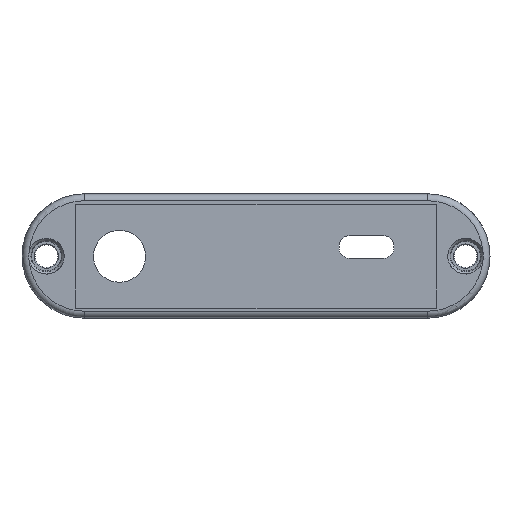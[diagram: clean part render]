
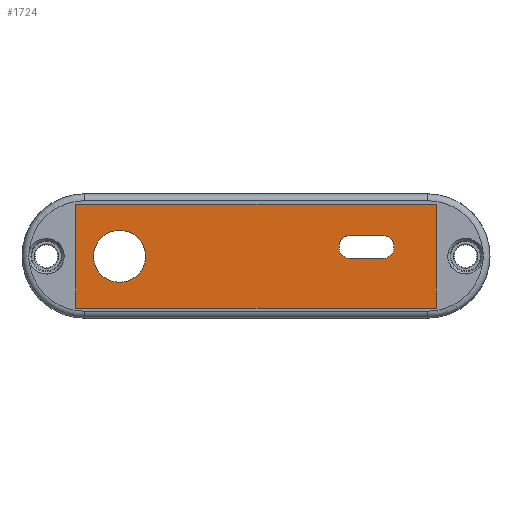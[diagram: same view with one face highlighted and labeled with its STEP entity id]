
A CAD part, top view. The second image highlights one B-rep face of the part: STEP entity #1724.
In plain terms, the highlighted planar face has unit normal (0, 0, 1).
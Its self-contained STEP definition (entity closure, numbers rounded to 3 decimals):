
#63=FACE_BOUND('',#296,.T.);
#64=FACE_BOUND('',#297,.T.);
#102=PLANE('',#1942);
#191=FACE_OUTER_BOUND('',#295,.T.);
#295=EDGE_LOOP('',(#1532,#1533,#1534,#1535));
#296=EDGE_LOOP('',(#1536));
#297=EDGE_LOOP('',(#1537,#1538,#1539,#1540,#1541,#1542,#1543,#1544));
#324=LINE('',#2571,#459);
#355=LINE('',#2677,#490);
#358=LINE('',#2684,#493);
#360=LINE('',#2690,#495);
#431=LINE('',#3049,#566);
#434=LINE('',#3054,#569);
#436=LINE('',#3058,#571);
#438=LINE('',#3061,#573);
#459=VECTOR('',#2006,10.);
#490=VECTOR('',#2107,10.);
#493=VECTOR('',#2116,10.);
#495=VECTOR('',#2124,10.);
#566=VECTOR('',#2461,15.983);
#569=VECTOR('',#2466,55.513);
#571=VECTOR('',#2470,15.983);
#573=VECTOR('',#2474,55.513);
#583=CIRCLE('',#1752,4.);
#590=CIRCLE('',#1762,1.6);
#592=CIRCLE('',#1767,1.6);
#614=CIRCLE('',#1801,1.6);
#615=CIRCLE('',#1804,1.6);
#698=VERTEX_POINT('',#2527);
#709=VERTEX_POINT('',#2553);
#710=VERTEX_POINT('',#2555);
#715=VERTEX_POINT('',#2568);
#716=VERTEX_POINT('',#2570);
#718=VERTEX_POINT('',#2576);
#756=VERTEX_POINT('',#2676);
#757=VERTEX_POINT('',#2680);
#758=VERTEX_POINT('',#2686);
#849=VERTEX_POINT('',#3047);
#850=VERTEX_POINT('',#3048);
#851=VERTEX_POINT('',#3053);
#852=VERTEX_POINT('',#3057);
#861=EDGE_CURVE('',#698,#698,#583,.T.);
#873=EDGE_CURVE('',#710,#709,#590,.T.);
#880=EDGE_CURVE('',#716,#715,#324,.T.);
#884=EDGE_CURVE('',#715,#718,#592,.T.);
#934=EDGE_CURVE('',#756,#710,#355,.T.);
#936=EDGE_CURVE('',#757,#756,#614,.T.);
#938=EDGE_CURVE('',#718,#757,#358,.T.);
#939=EDGE_CURVE('',#758,#716,#615,.T.);
#941=EDGE_CURVE('',#709,#758,#360,.T.);
#1088=EDGE_CURVE('',#849,#850,#431,.T.);
#1091=EDGE_CURVE('',#850,#851,#434,.T.);
#1093=EDGE_CURVE('',#851,#852,#436,.T.);
#1095=EDGE_CURVE('',#852,#849,#438,.T.);
#1532=ORIENTED_EDGE('',*,*,#1088,.T.);
#1533=ORIENTED_EDGE('',*,*,#1091,.T.);
#1534=ORIENTED_EDGE('',*,*,#1093,.T.);
#1535=ORIENTED_EDGE('',*,*,#1095,.T.);
#1536=ORIENTED_EDGE('',*,*,#861,.T.);
#1537=ORIENTED_EDGE('',*,*,#934,.T.);
#1538=ORIENTED_EDGE('',*,*,#873,.T.);
#1539=ORIENTED_EDGE('',*,*,#941,.T.);
#1540=ORIENTED_EDGE('',*,*,#939,.T.);
#1541=ORIENTED_EDGE('',*,*,#880,.T.);
#1542=ORIENTED_EDGE('',*,*,#884,.T.);
#1543=ORIENTED_EDGE('',*,*,#938,.T.);
#1544=ORIENTED_EDGE('',*,*,#936,.T.);
#1724=ADVANCED_FACE('',(#191,#63,#64),#102,.T.);
#1752=AXIS2_PLACEMENT_3D('',#2529,#1969,#1970);
#1762=AXIS2_PLACEMENT_3D('',#2556,#1994,#1995);
#1767=AXIS2_PLACEMENT_3D('',#2578,#2013,#2014);
#1801=AXIS2_PLACEMENT_3D('',#2681,#2111,#2112);
#1804=AXIS2_PLACEMENT_3D('',#2687,#2119,#2120);
#1942=AXIS2_PLACEMENT_3D('',#3062,#2475,#2476);
#1969=DIRECTION('center_axis',(0.,0.,-1.));
#1970=DIRECTION('ref_axis',(1.,0.,0.));
#1994=DIRECTION('center_axis',(0.,0.,-1.));
#1995=DIRECTION('ref_axis',(0.,1.,0.));
#2006=DIRECTION('',(0.,-1.,0.));
#2013=DIRECTION('center_axis',(0.,0.,-1.));
#2014=DIRECTION('ref_axis',(0.,-1.,0.));
#2107=DIRECTION('',(0.,1.,0.));
#2111=DIRECTION('center_axis',(0.,0.,-1.));
#2112=DIRECTION('ref_axis',(-1.,0.,0.));
#2116=DIRECTION('',(-1.,0.,0.));
#2119=DIRECTION('center_axis',(0.,0.,-1.));
#2120=DIRECTION('ref_axis',(1.,0.,0.));
#2124=DIRECTION('',(1.,0.,0.));
#2461=DIRECTION('',(0.,-1.,0.));
#2466=DIRECTION('',(1.,0.,0.));
#2470=DIRECTION('',(0.,1.,0.));
#2474=DIRECTION('',(-1.,0.,0.));
#2475=DIRECTION('center_axis',(0.,0.,1.));
#2476=DIRECTION('ref_axis',(1.,0.,0.));
#2527=CARTESIAN_POINT('',(-25.,-0.051,2.5));
#2529=CARTESIAN_POINT('Origin',(-21.,-0.051,2.5));
#2553=CARTESIAN_POINT('',(14.38,3.135,2.5));
#2555=CARTESIAN_POINT('',(12.78,1.535,2.5));
#2556=CARTESIAN_POINT('Origin',(14.38,1.535,2.5));
#2568=CARTESIAN_POINT('',(21.225,1.235,2.5));
#2570=CARTESIAN_POINT('',(21.225,1.535,2.5));
#2571=CARTESIAN_POINT('',(21.225,0.75,2.5));
#2576=CARTESIAN_POINT('',(19.625,-0.365,2.5));
#2578=CARTESIAN_POINT('Origin',(19.625,1.235,2.5));
#2676=CARTESIAN_POINT('',(12.78,1.235,2.5));
#2677=CARTESIAN_POINT('',(12.78,0.6,2.5));
#2680=CARTESIAN_POINT('',(14.38,-0.365,2.5));
#2681=CARTESIAN_POINT('Origin',(14.38,1.235,2.5));
#2684=CARTESIAN_POINT('',(9.813,-0.365,2.5));
#2686=CARTESIAN_POINT('',(19.625,3.135,2.5));
#2687=CARTESIAN_POINT('Origin',(19.625,1.535,2.5));
#2690=CARTESIAN_POINT('',(7.19,3.135,2.5));
#3047=CARTESIAN_POINT('',(-27.756,7.956,2.5));
#3048=CARTESIAN_POINT('',(-27.756,-8.027,2.5));
#3049=CARTESIAN_POINT('',(-27.756,7.956,2.5));
#3053=CARTESIAN_POINT('',(27.756,-8.027,2.5));
#3054=CARTESIAN_POINT('',(-27.756,-8.027,2.5));
#3057=CARTESIAN_POINT('',(27.756,7.956,2.5));
#3058=CARTESIAN_POINT('',(27.756,-8.027,2.5));
#3061=CARTESIAN_POINT('',(27.756,7.956,2.5));
#3062=CARTESIAN_POINT('Origin',(0.,-0.035,2.5));
